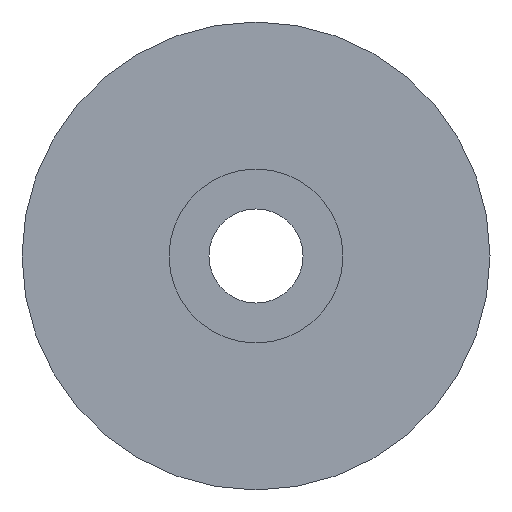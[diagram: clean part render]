
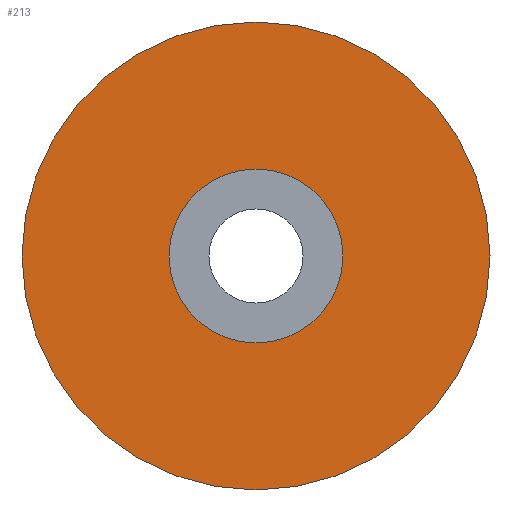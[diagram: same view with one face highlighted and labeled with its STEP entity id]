
A CAD part, front view. The second image highlights one B-rep face of the part: STEP entity #213.
In plain terms, the highlighted planar face has unit normal (0, -1, 0).
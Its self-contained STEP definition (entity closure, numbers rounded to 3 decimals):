
#26=FACE_BOUND('',#63,.T.);
#31=PLANE('',#265);
#43=FACE_OUTER_BOUND('',#62,.T.);
#62=EDGE_LOOP('',(#182));
#63=EDGE_LOOP('',(#183));
#98=CIRCLE('',#264,45.75);
#99=CIRCLE('',#266,10.85);
#114=VERTEX_POINT('',#389);
#115=VERTEX_POINT('',#393);
#136=EDGE_CURVE('',#114,#114,#98,.T.);
#138=EDGE_CURVE('',#115,#115,#99,.T.);
#182=ORIENTED_EDGE('',*,*,#136,.T.);
#183=ORIENTED_EDGE('',*,*,#138,.F.);
#213=ADVANCED_FACE('',(#43,#26),#31,.T.);
#264=AXIS2_PLACEMENT_3D('',#390,#327,#328);
#265=AXIS2_PLACEMENT_3D('',#392,#330,#331);
#266=AXIS2_PLACEMENT_3D('',#394,#332,#333);
#327=DIRECTION('center_axis',(0.,-1.,0.));
#328=DIRECTION('ref_axis',(1.,0.,0.));
#330=DIRECTION('center_axis',(0.,-1.,0.));
#331=DIRECTION('ref_axis',(0.,0.,-1.));
#332=DIRECTION('center_axis',(0.,-1.,0.));
#333=DIRECTION('ref_axis',(1.,0.,0.));
#389=CARTESIAN_POINT('',(45.75,22.25,0.));
#390=CARTESIAN_POINT('Origin',(0.,22.25,0.));
#392=CARTESIAN_POINT('Origin',(-10.85,22.25,0.));
#393=CARTESIAN_POINT('',(10.85,22.25,0.));
#394=CARTESIAN_POINT('Origin',(0.,22.25,0.));
